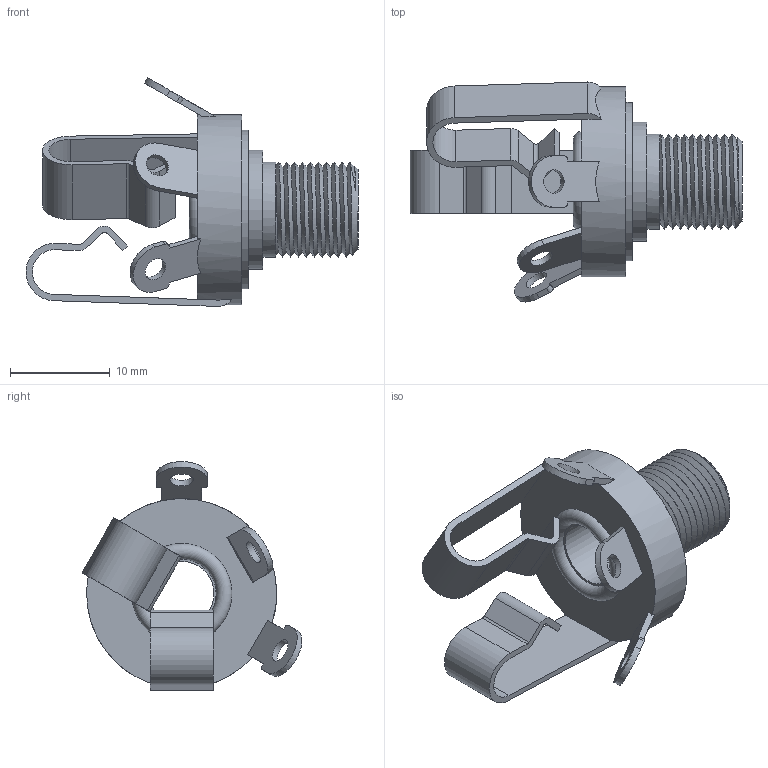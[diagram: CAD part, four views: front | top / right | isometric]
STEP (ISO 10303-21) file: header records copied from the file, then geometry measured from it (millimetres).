
FILE_DESCRIPTION(/* description */ ('STEP AP214'),/* implementation_level */ '2;1');
FILE_NAME(/* name */ 'jack 6.35mm audio.step',/* time_stamp */ '2025-12-16T15:14:23+01:00',/* author */ (''),/* organization */ (''),/* preprocessor_version */ 'ST-DEVELOPER v20.1',/* originating_system */ 'Autodesk Translation Framework v14.21.0.0',/* authorisation */ '');
FILE_SCHEMA (('AUTOMOTIVE_DESIGN { 1 0 10303 214 3 1 1 }'));
Length unit declared in the file: inch
Products named in the file (1): L12B
Bounding box: 33.27 x 22.04 x 22.93 mm (x, y, z)
Volume: 1990.5 mm3; surface area: 2691.7 mm2
Topology: 1 solids, 1 shells, 88 faces, 242 edges, 162 vertices
Faces by surface type: plane 49, cylinder 34, cone 2, bspline 2, torus 1
Full cylindrical faces by diameter (mm): 2.362 x3, 6.464 x1, 9.525 x1, 11.906 x1, 15.875 x1, 19.05 x1
Entity records: 6552 total; most frequent: CARTESIAN_POINT 4204, ORIENTED_EDGE 484, DIRECTION 480, EDGE_CURVE 242, AXIS2_PLACEMENT_3D 168, VERTEX_POINT 162, LINE 144, VECTOR 144
